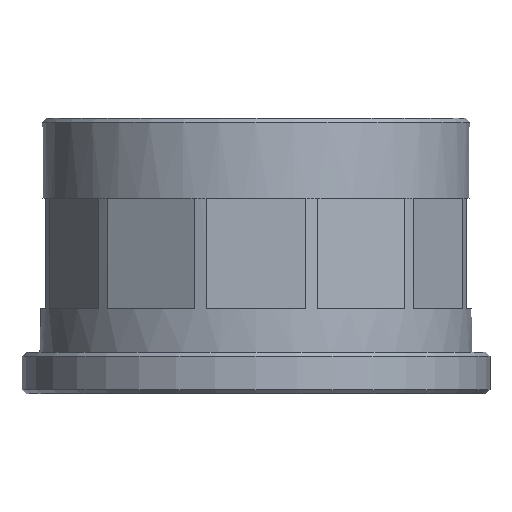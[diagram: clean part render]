
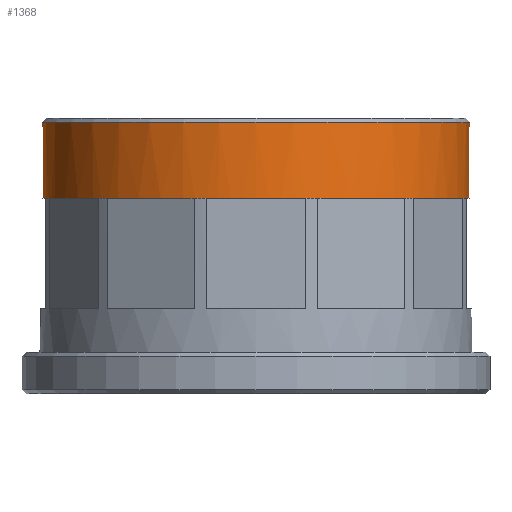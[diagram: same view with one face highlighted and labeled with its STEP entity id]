
A CAD part, front view. The second image highlights one B-rep face of the part: STEP entity #1368.
In plain terms, the highlighted cylindrical face has radius 25.55 mm (diameter 51.1 mm), a full revolution.
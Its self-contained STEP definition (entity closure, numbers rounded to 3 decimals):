
#97=FACE_OUTER_BOUND('',#181,.T.);
#181=EDGE_LOOP('',(#977,#978,#979,#980,#981,#982,#983,#984,#985,#986,#987,
#988,#989,#990,#991,#992,#993,#994,#995,#996,#997,#998,#999,#1000,#1001,
#1002,#1003,#1004,#1005));
#258=CIRCLE('',#1472,25.55);
#259=CIRCLE('',#1473,25.55);
#260=CIRCLE('',#1474,25.55);
#261=CIRCLE('',#1475,25.55);
#262=CIRCLE('',#1476,25.55);
#263=CIRCLE('',#1477,25.55);
#264=CIRCLE('',#1478,25.55);
#265=CIRCLE('',#1479,25.55);
#266=CIRCLE('',#1480,25.55);
#267=CIRCLE('',#1481,25.55);
#268=CIRCLE('',#1482,25.55);
#269=CIRCLE('',#1483,25.55);
#270=CIRCLE('',#1484,25.55);
#271=CIRCLE('',#1485,25.55);
#272=CIRCLE('',#1486,25.55);
#273=CIRCLE('',#1487,25.55);
#274=CIRCLE('',#1488,25.55);
#275=CIRCLE('',#1489,25.55);
#276=CIRCLE('',#1490,25.55);
#277=CIRCLE('',#1491,25.55);
#278=CIRCLE('',#1492,25.55);
#279=CIRCLE('',#1493,25.55);
#280=CIRCLE('',#1494,25.55);
#281=CIRCLE('',#1495,25.55);
#282=CIRCLE('',#1496,25.55);
#283=CIRCLE('',#1497,25.55);
#284=CIRCLE('',#1498,25.55);
#384=LINE('',#6968,#482);
#482=VECTOR('',#1669,25.55);
#606=VERTEX_POINT('',#6964);
#607=VERTEX_POINT('',#6965);
#608=VERTEX_POINT('',#6967);
#609=VERTEX_POINT('',#6969);
#610=VERTEX_POINT('',#6971);
#611=VERTEX_POINT('',#6973);
#612=VERTEX_POINT('',#6975);
#613=VERTEX_POINT('',#6977);
#614=VERTEX_POINT('',#6979);
#615=VERTEX_POINT('',#6981);
#616=VERTEX_POINT('',#6983);
#617=VERTEX_POINT('',#6985);
#618=VERTEX_POINT('',#6987);
#619=VERTEX_POINT('',#6989);
#620=VERTEX_POINT('',#6991);
#621=VERTEX_POINT('',#6993);
#622=VERTEX_POINT('',#6995);
#623=VERTEX_POINT('',#6997);
#624=VERTEX_POINT('',#6999);
#625=VERTEX_POINT('',#7001);
#626=VERTEX_POINT('',#7003);
#627=VERTEX_POINT('',#7005);
#628=VERTEX_POINT('',#7007);
#629=VERTEX_POINT('',#7009);
#630=VERTEX_POINT('',#7011);
#631=VERTEX_POINT('',#7013);
#632=VERTEX_POINT('',#7015);
#752=EDGE_CURVE('',#606,#607,#258,.T.);
#753=EDGE_CURVE('',#607,#608,#384,.T.);
#754=EDGE_CURVE('',#608,#609,#259,.T.);
#755=EDGE_CURVE('',#609,#610,#260,.T.);
#756=EDGE_CURVE('',#610,#611,#261,.T.);
#757=EDGE_CURVE('',#611,#612,#262,.T.);
#758=EDGE_CURVE('',#612,#613,#263,.T.);
#759=EDGE_CURVE('',#613,#614,#264,.T.);
#760=EDGE_CURVE('',#614,#615,#265,.T.);
#761=EDGE_CURVE('',#615,#616,#266,.T.);
#762=EDGE_CURVE('',#616,#617,#267,.T.);
#763=EDGE_CURVE('',#617,#618,#268,.T.);
#764=EDGE_CURVE('',#618,#619,#269,.T.);
#765=EDGE_CURVE('',#619,#620,#270,.T.);
#766=EDGE_CURVE('',#620,#621,#271,.T.);
#767=EDGE_CURVE('',#621,#622,#272,.T.);
#768=EDGE_CURVE('',#622,#623,#273,.T.);
#769=EDGE_CURVE('',#623,#624,#274,.T.);
#770=EDGE_CURVE('',#624,#625,#275,.T.);
#771=EDGE_CURVE('',#625,#626,#276,.T.);
#772=EDGE_CURVE('',#626,#627,#277,.T.);
#773=EDGE_CURVE('',#627,#628,#278,.T.);
#774=EDGE_CURVE('',#628,#629,#279,.T.);
#775=EDGE_CURVE('',#629,#630,#280,.T.);
#776=EDGE_CURVE('',#630,#631,#281,.T.);
#777=EDGE_CURVE('',#631,#632,#282,.T.);
#778=EDGE_CURVE('',#632,#608,#283,.T.);
#779=EDGE_CURVE('',#607,#606,#284,.T.);
#977=ORIENTED_EDGE('',*,*,#752,.T.);
#978=ORIENTED_EDGE('',*,*,#753,.T.);
#979=ORIENTED_EDGE('',*,*,#754,.T.);
#980=ORIENTED_EDGE('',*,*,#755,.T.);
#981=ORIENTED_EDGE('',*,*,#756,.T.);
#982=ORIENTED_EDGE('',*,*,#757,.T.);
#983=ORIENTED_EDGE('',*,*,#758,.T.);
#984=ORIENTED_EDGE('',*,*,#759,.T.);
#985=ORIENTED_EDGE('',*,*,#760,.T.);
#986=ORIENTED_EDGE('',*,*,#761,.T.);
#987=ORIENTED_EDGE('',*,*,#762,.T.);
#988=ORIENTED_EDGE('',*,*,#763,.T.);
#989=ORIENTED_EDGE('',*,*,#764,.T.);
#990=ORIENTED_EDGE('',*,*,#765,.T.);
#991=ORIENTED_EDGE('',*,*,#766,.T.);
#992=ORIENTED_EDGE('',*,*,#767,.T.);
#993=ORIENTED_EDGE('',*,*,#768,.T.);
#994=ORIENTED_EDGE('',*,*,#769,.T.);
#995=ORIENTED_EDGE('',*,*,#770,.T.);
#996=ORIENTED_EDGE('',*,*,#771,.T.);
#997=ORIENTED_EDGE('',*,*,#772,.T.);
#998=ORIENTED_EDGE('',*,*,#773,.T.);
#999=ORIENTED_EDGE('',*,*,#774,.T.);
#1000=ORIENTED_EDGE('',*,*,#775,.T.);
#1001=ORIENTED_EDGE('',*,*,#776,.T.);
#1002=ORIENTED_EDGE('',*,*,#777,.T.);
#1003=ORIENTED_EDGE('',*,*,#778,.T.);
#1004=ORIENTED_EDGE('',*,*,#753,.F.);
#1005=ORIENTED_EDGE('',*,*,#779,.T.);
#1344=CYLINDRICAL_SURFACE('',#1471,25.55);
#1368=ADVANCED_FACE('',(#97),#1344,.T.);
#1471=AXIS2_PLACEMENT_3D('',#6963,#1665,#1666);
#1472=AXIS2_PLACEMENT_3D('',#6966,#1667,#1668);
#1473=AXIS2_PLACEMENT_3D('',#6970,#1670,#1671);
#1474=AXIS2_PLACEMENT_3D('',#6972,#1672,#1673);
#1475=AXIS2_PLACEMENT_3D('',#6974,#1674,#1675);
#1476=AXIS2_PLACEMENT_3D('',#6976,#1676,#1677);
#1477=AXIS2_PLACEMENT_3D('',#6978,#1678,#1679);
#1478=AXIS2_PLACEMENT_3D('',#6980,#1680,#1681);
#1479=AXIS2_PLACEMENT_3D('',#6982,#1682,#1683);
#1480=AXIS2_PLACEMENT_3D('',#6984,#1684,#1685);
#1481=AXIS2_PLACEMENT_3D('',#6986,#1686,#1687);
#1482=AXIS2_PLACEMENT_3D('',#6988,#1688,#1689);
#1483=AXIS2_PLACEMENT_3D('',#6990,#1690,#1691);
#1484=AXIS2_PLACEMENT_3D('',#6992,#1692,#1693);
#1485=AXIS2_PLACEMENT_3D('',#6994,#1694,#1695);
#1486=AXIS2_PLACEMENT_3D('',#6996,#1696,#1697);
#1487=AXIS2_PLACEMENT_3D('',#6998,#1698,#1699);
#1488=AXIS2_PLACEMENT_3D('',#7000,#1700,#1701);
#1489=AXIS2_PLACEMENT_3D('',#7002,#1702,#1703);
#1490=AXIS2_PLACEMENT_3D('',#7004,#1704,#1705);
#1491=AXIS2_PLACEMENT_3D('',#7006,#1706,#1707);
#1492=AXIS2_PLACEMENT_3D('',#7008,#1708,#1709);
#1493=AXIS2_PLACEMENT_3D('',#7010,#1710,#1711);
#1494=AXIS2_PLACEMENT_3D('',#7012,#1712,#1713);
#1495=AXIS2_PLACEMENT_3D('',#7014,#1714,#1715);
#1496=AXIS2_PLACEMENT_3D('',#7016,#1716,#1717);
#1497=AXIS2_PLACEMENT_3D('',#7017,#1718,#1719);
#1498=AXIS2_PLACEMENT_3D('',#7018,#1720,#1721);
#1665=DIRECTION('center_axis',(0.,0.,1.));
#1666=DIRECTION('ref_axis',(0.,1.,0.));
#1667=DIRECTION('center_axis',(0.,0.,-1.));
#1668=DIRECTION('ref_axis',(0.,1.,0.));
#1669=DIRECTION('',(0.,0.,-1.));
#1670=DIRECTION('center_axis',(0.,0.,1.));
#1671=DIRECTION('ref_axis',(0.,1.,0.));
#1672=DIRECTION('center_axis',(0.,0.,1.));
#1673=DIRECTION('ref_axis',(0.,1.,0.));
#1674=DIRECTION('center_axis',(0.,0.,1.));
#1675=DIRECTION('ref_axis',(0.,1.,0.));
#1676=DIRECTION('center_axis',(0.,0.,1.));
#1677=DIRECTION('ref_axis',(0.,1.,0.));
#1678=DIRECTION('center_axis',(0.,0.,1.));
#1679=DIRECTION('ref_axis',(0.,1.,0.));
#1680=DIRECTION('center_axis',(0.,0.,1.));
#1681=DIRECTION('ref_axis',(0.,1.,0.));
#1682=DIRECTION('center_axis',(0.,0.,1.));
#1683=DIRECTION('ref_axis',(0.,1.,0.));
#1684=DIRECTION('center_axis',(0.,0.,1.));
#1685=DIRECTION('ref_axis',(0.,1.,0.));
#1686=DIRECTION('center_axis',(0.,0.,1.));
#1687=DIRECTION('ref_axis',(0.,1.,0.));
#1688=DIRECTION('center_axis',(0.,0.,1.));
#1689=DIRECTION('ref_axis',(0.,1.,0.));
#1690=DIRECTION('center_axis',(0.,0.,1.));
#1691=DIRECTION('ref_axis',(0.,1.,0.));
#1692=DIRECTION('center_axis',(0.,0.,1.));
#1693=DIRECTION('ref_axis',(0.,1.,0.));
#1694=DIRECTION('center_axis',(0.,0.,1.));
#1695=DIRECTION('ref_axis',(0.,1.,0.));
#1696=DIRECTION('center_axis',(0.,0.,1.));
#1697=DIRECTION('ref_axis',(0.,1.,0.));
#1698=DIRECTION('center_axis',(0.,0.,1.));
#1699=DIRECTION('ref_axis',(0.,1.,0.));
#1700=DIRECTION('center_axis',(0.,0.,1.));
#1701=DIRECTION('ref_axis',(0.,1.,0.));
#1702=DIRECTION('center_axis',(0.,0.,1.));
#1703=DIRECTION('ref_axis',(0.,1.,0.));
#1704=DIRECTION('center_axis',(0.,0.,1.));
#1705=DIRECTION('ref_axis',(0.,1.,0.));
#1706=DIRECTION('center_axis',(0.,0.,1.));
#1707=DIRECTION('ref_axis',(0.,1.,0.));
#1708=DIRECTION('center_axis',(0.,0.,1.));
#1709=DIRECTION('ref_axis',(0.,1.,0.));
#1710=DIRECTION('center_axis',(0.,0.,1.));
#1711=DIRECTION('ref_axis',(0.,1.,0.));
#1712=DIRECTION('center_axis',(0.,0.,1.));
#1713=DIRECTION('ref_axis',(0.,1.,0.));
#1714=DIRECTION('center_axis',(0.,0.,1.));
#1715=DIRECTION('ref_axis',(0.,1.,0.));
#1716=DIRECTION('center_axis',(0.,0.,1.));
#1717=DIRECTION('ref_axis',(0.,1.,0.));
#1718=DIRECTION('center_axis',(0.,0.,1.));
#1719=DIRECTION('ref_axis',(0.,1.,0.));
#1720=DIRECTION('center_axis',(0.,0.,-1.));
#1721=DIRECTION('ref_axis',(0.,1.,0.));
#6963=CARTESIAN_POINT('Origin',(0.,0.,-0.5));
#6964=CARTESIAN_POINT('',(0.,25.55,32.));
#6965=CARTESIAN_POINT('',(0.,-25.55,32.));
#6966=CARTESIAN_POINT('Origin',(0.,0.,32.));
#6967=CARTESIAN_POINT('',(0.,-25.55,22.9));
#6968=CARTESIAN_POINT('',(0.,-25.55,-0.5));
#6969=CARTESIAN_POINT('',(4.503,-25.15,22.9));
#6970=CARTESIAN_POINT('Origin',(0.,0.,22.9));
#6971=CARTESIAN_POINT('',(8.675,-24.032,22.9));
#6972=CARTESIAN_POINT('Origin',(0.,0.,22.9));
#6973=CARTESIAN_POINT('',(16.475,-19.529,22.9));
#6974=CARTESIAN_POINT('Origin',(0.,0.,22.9));
#6975=CARTESIAN_POINT('',(19.529,-16.475,22.9));
#6976=CARTESIAN_POINT('Origin',(0.,0.,22.9));
#6977=CARTESIAN_POINT('',(24.032,-8.675,22.9));
#6978=CARTESIAN_POINT('Origin',(0.,0.,22.9));
#6979=CARTESIAN_POINT('',(25.15,-4.503,22.9));
#6980=CARTESIAN_POINT('Origin',(0.,0.,22.9));
#6981=CARTESIAN_POINT('',(25.15,4.503,22.9));
#6982=CARTESIAN_POINT('Origin',(0.,0.,22.9));
#6983=CARTESIAN_POINT('',(24.032,8.675,22.9));
#6984=CARTESIAN_POINT('Origin',(0.,0.,22.9));
#6985=CARTESIAN_POINT('',(19.529,16.475,22.9));
#6986=CARTESIAN_POINT('Origin',(0.,0.,22.9));
#6987=CARTESIAN_POINT('',(16.475,19.529,22.9));
#6988=CARTESIAN_POINT('Origin',(0.,0.,22.9));
#6989=CARTESIAN_POINT('',(8.675,24.032,22.9));
#6990=CARTESIAN_POINT('Origin',(0.,0.,22.9));
#6991=CARTESIAN_POINT('',(4.503,25.15,22.9));
#6992=CARTESIAN_POINT('Origin',(0.,0.,22.9));
#6993=CARTESIAN_POINT('',(-4.503,25.15,22.9));
#6994=CARTESIAN_POINT('Origin',(0.,0.,22.9));
#6995=CARTESIAN_POINT('',(-8.675,24.032,22.9));
#6996=CARTESIAN_POINT('Origin',(0.,0.,22.9));
#6997=CARTESIAN_POINT('',(-16.475,19.529,22.9));
#6998=CARTESIAN_POINT('Origin',(0.,0.,22.9));
#6999=CARTESIAN_POINT('',(-19.529,16.475,22.9));
#7000=CARTESIAN_POINT('Origin',(0.,0.,22.9));
#7001=CARTESIAN_POINT('',(-24.032,8.675,22.9));
#7002=CARTESIAN_POINT('Origin',(0.,0.,22.9));
#7003=CARTESIAN_POINT('',(-25.15,4.503,22.9));
#7004=CARTESIAN_POINT('Origin',(0.,0.,22.9));
#7005=CARTESIAN_POINT('',(-25.15,-4.503,22.9));
#7006=CARTESIAN_POINT('Origin',(0.,0.,22.9));
#7007=CARTESIAN_POINT('',(-24.032,-8.675,22.9));
#7008=CARTESIAN_POINT('Origin',(0.,0.,22.9));
#7009=CARTESIAN_POINT('',(-19.529,-16.475,22.9));
#7010=CARTESIAN_POINT('Origin',(0.,0.,22.9));
#7011=CARTESIAN_POINT('',(-16.475,-19.529,22.9));
#7012=CARTESIAN_POINT('Origin',(0.,0.,22.9));
#7013=CARTESIAN_POINT('',(-8.675,-24.032,22.9));
#7014=CARTESIAN_POINT('Origin',(0.,0.,22.9));
#7015=CARTESIAN_POINT('',(-4.503,-25.15,22.9));
#7016=CARTESIAN_POINT('Origin',(0.,0.,22.9));
#7017=CARTESIAN_POINT('Origin',(0.,0.,22.9));
#7018=CARTESIAN_POINT('Origin',(0.,0.,32.));
